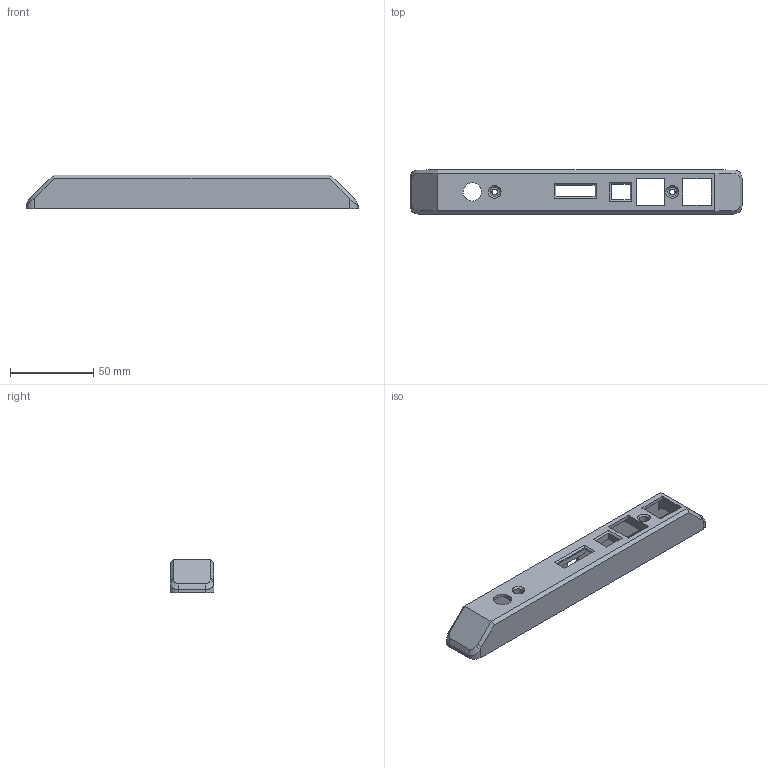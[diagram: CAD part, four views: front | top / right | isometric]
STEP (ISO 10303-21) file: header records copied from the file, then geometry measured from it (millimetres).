
FILE_DESCRIPTION(/* description */ (''),/* implementation_level */ '2;1');
FILE_NAME(/* name */ '7eeefe3f-ce3b-4ff6-b577-bc6b065055c2.stp',/* time_stamp */ '2026-02-27T11:15:53Z',/* author */ (''),/* organization */ (''),/* preprocessor_version */ 'ST-DEVELOPER v20.1',/* originating_system */ 'Autodesk Translation Framework v14.24.0.0',/* authorisation */ '');
FILE_SCHEMA (('AUTOMOTIVE_DESIGN { 1 0 10303 214 3 1 1 }'));
Length unit declared in the file: millimetre
Products named in the file (1): oberseite
Bounding box: 200 x 26.5 x 20.35 mm (x, y, z)
Volume: 22943.2 mm3; surface area: 25600 mm2
Topology: 1 solids, 1 shells, 166 faces, 431 edges, 272 vertices
Faces by surface type: plane 131, cylinder 17, bspline 16, cone 2
Full cylindrical faces by diameter (mm): 3.33 x2, 5.7 x2, 11 x1
Entity records: 5345 total; most frequent: CARTESIAN_POINT 1327, ORIENTED_EDGE 862, DIRECTION 729, EDGE_CURVE 431, LINE 371, VECTOR 371, VERTEX_POINT 272, EDGE_LOOP 187
